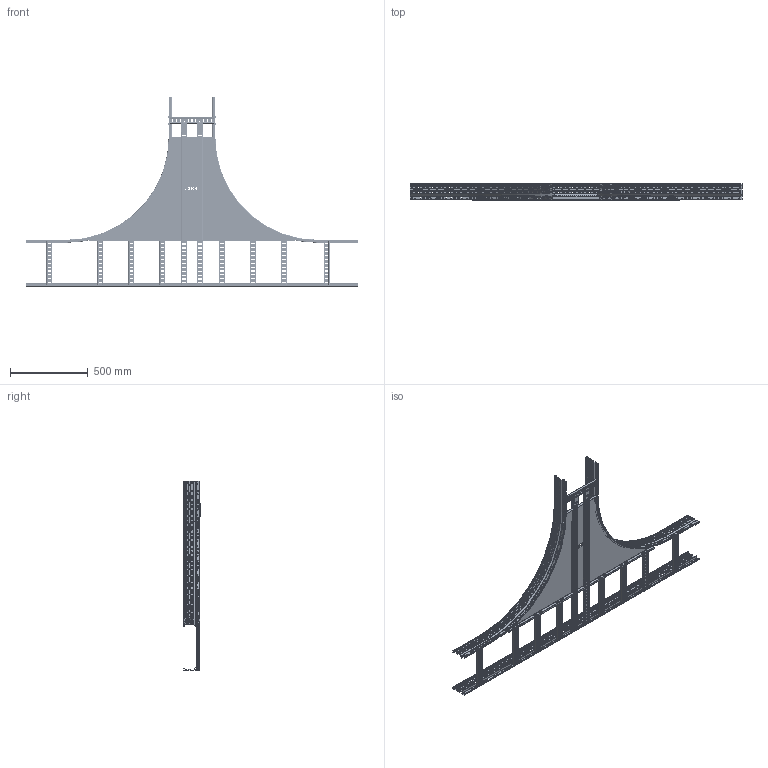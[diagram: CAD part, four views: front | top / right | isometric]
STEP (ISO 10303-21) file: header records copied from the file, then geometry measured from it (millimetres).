
FILE_DESCRIPTION (( 'STEP AP203' ), '1' );
FILE_NAME ('ULT613 (R660).STEP', '2015-03-30T12:52:55', ( '' ), ( '' ), 'SwSTEP 2.0', 'SolidWorks 2014', '' );
FILE_SCHEMA (( 'CONFIG_CONTROL_DESIGN' ));
Length unit declared in the file: millimetre
Products named in the file (10): 呧翲歑鍙 碴麔謥臇鴇 100 R660; ULT613 (R660); Traversino 39x19x1.5_1_300:(1,5); ëîíæåðîí ïðÿìîé H100 R1000_2083,27; ﾎ魵瑙韃 蓁 ﾒ-ⅳ粢頸褄 R660_base DPT DPX 1,0-300; òðàâåðñà ñïåö.èñïîëíåíèÿ_R660 600(300) 1043.45; BMD-10 plate_34009HDZ; Hex Nut GradeC_DIN_Hexagon Nut ISO 4034 - M6 - C; Pan Head Cross Recess Screw_DIN_ISO 7045 - M5 x 10 - Z --- 10S; 栖闉罻2
Assembly tree (21 placements, depth 3):
  ULT613 (R660)
    呧翲歑鍙 碴麔謥臇鴇 100 R660  x2
    Traversino 39x19x1.5_1_300:(1,5)  x9
    ëîíæåðîí ïðÿìîé H100 R1000_2083,27
    ﾎ魵瑙韃 蓁 ﾒ-ⅳ粢頸褄 R660_base DPT DPX 1,0-300
    òðàâåðñà ñïåö.èñïîëíåíèÿ_R660 600(300) 1043.45  x2
    BMD-10 plate_34009HDZ  x2
    栖闉罻2  x2
      Hex Nut GradeC_DIN_Hexagon Nut ISO 4034 - M6 - C
      Pan Head Cross Recess Screw_DIN_ISO 7045 - M5 x 10 - Z --- 10S
Bounding box: 2134.4 x 106.99 x 1218.7 mm (x, y, z)
Volume: 2710083.5 mm3; surface area: 3442153.9 mm2
Topology: 21 solids, 21 shells, 8682 faces, 24162 edges, 15650 vertices
Faces by surface type: plane 4474, cylinder 3294, bspline 706, cone 144, torus 60, sphere 4
Entity records: 167191 total; most frequent: CARTESIAN_POINT 47021, ORIENTED_EDGE 25800, DIRECTION 22957, EDGE_CURVE 12900, VERTEX_POINT 8429, LINE 8007, VECTOR 8007, AXIS2_PLACEMENT_3D 7475
